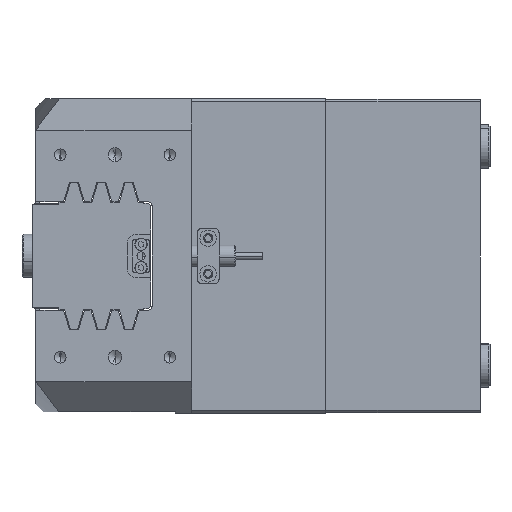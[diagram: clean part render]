
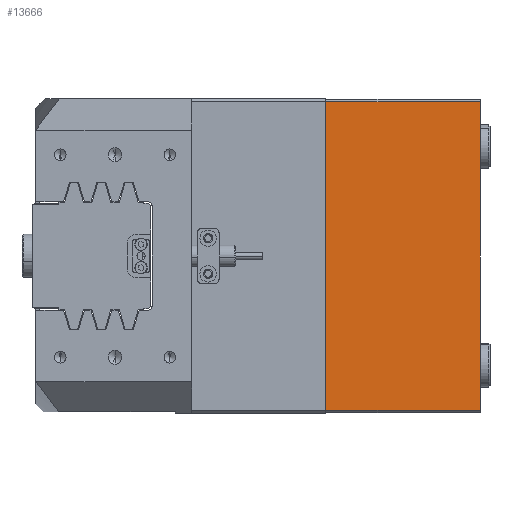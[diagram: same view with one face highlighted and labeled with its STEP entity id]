
A CAD part, left-side view. The second image highlights one B-rep face of the part: STEP entity #13666.
In plain terms, the highlighted planar face has unit normal (-1, 0, 0).
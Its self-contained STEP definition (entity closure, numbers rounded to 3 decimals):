
#298 = DIRECTION ( 'NONE',  ( 0., 1., 0. ) ) ;
#742 = CARTESIAN_POINT ( 'NONE',  ( -93., -56.3, -56.5 ) ) ;
#2715 = VERTEX_POINT ( 'NONE', #6395 ) ;
#3290 = CARTESIAN_POINT ( 'NONE',  ( -93., -56.3, 0. ) ) ;
#3366 = DIRECTION ( 'NONE',  ( 0., 0., -1. ) ) ;
#3487 = CARTESIAN_POINT ( 'NONE',  ( -93., 57.3, 0. ) ) ;
#6395 = CARTESIAN_POINT ( 'NONE',  ( -93., 56.3, -56.5 ) ) ;
#6729 = ORIENTED_EDGE ( 'NONE', *, *, #37994, .T. ) ;
#9402 = PLANE ( 'NONE',  #19716 ) ;
#10307 = LINE ( 'NONE', #37262, #29603 ) ;
#10426 = EDGE_CURVE ( 'NONE', #17423, #25444, #17071, .T. ) ;
#10634 = FACE_OUTER_BOUND ( 'NONE', #39640, .T. ) ;
#12955 = DIRECTION ( 'NONE',  ( 1., 0., 0. ) ) ;
#13666 = ADVANCED_FACE ( 'NONE', ( #10634 ), #9402, .F. ) ;
#14023 = LINE ( 'NONE', #3487, #25172 ) ;
#16531 = CARTESIAN_POINT ( 'NONE',  ( -93., 56.3, 0. ) ) ;
#17071 = LINE ( 'NONE', #19017, #30258 ) ;
#17423 = VERTEX_POINT ( 'NONE', #742 ) ;
#18570 = VERTEX_POINT ( 'NONE', #16531 ) ;
#19017 = CARTESIAN_POINT ( 'NONE',  ( -93., -56.3, -56. ) ) ;
#19716 = AXIS2_PLACEMENT_3D ( 'NONE', #29534, #12955, #298 ) ;
#22268 = DIRECTION ( 'NONE',  ( 0., 1., 0. ) ) ;
#24560 = VECTOR ( 'NONE', #22268, 1000. ) ;
#25172 = VECTOR ( 'NONE', #39299, 1000. ) ;
#25444 = VERTEX_POINT ( 'NONE', #3290 ) ;
#29157 = ORIENTED_EDGE ( 'NONE', *, *, #10426, .T. ) ;
#29534 = CARTESIAN_POINT ( 'NONE',  ( -93., 57.3, -56. ) ) ;
#29603 = VECTOR ( 'NONE', #3366, 1000. ) ;
#30258 = VECTOR ( 'NONE', #35261, 1000. ) ;
#33748 = ORIENTED_EDGE ( 'NONE', *, *, #40534, .T. ) ;
#35261 = DIRECTION ( 'NONE',  ( 0., 0., 1. ) ) ;
#36268 = CARTESIAN_POINT ( 'NONE',  ( -93., -56.3, -56.5 ) ) ;
#36644 = EDGE_CURVE ( 'NONE', #17423, #2715, #41917, .T. ) ;
#37262 = CARTESIAN_POINT ( 'NONE',  ( -93., 56.3, -56. ) ) ;
#37994 = EDGE_CURVE ( 'NONE', #25444, #18570, #14023, .T. ) ;
#39299 = DIRECTION ( 'NONE',  ( 0., 1., 0. ) ) ;
#39640 = EDGE_LOOP ( 'NONE', ( #29157, #6729, #33748, #41144 ) ) ;
#40534 = EDGE_CURVE ( 'NONE', #18570, #2715, #10307, .T. ) ;
#41144 = ORIENTED_EDGE ( 'NONE', *, *, #36644, .F. ) ;
#41917 = LINE ( 'NONE', #36268, #24560 ) ;
